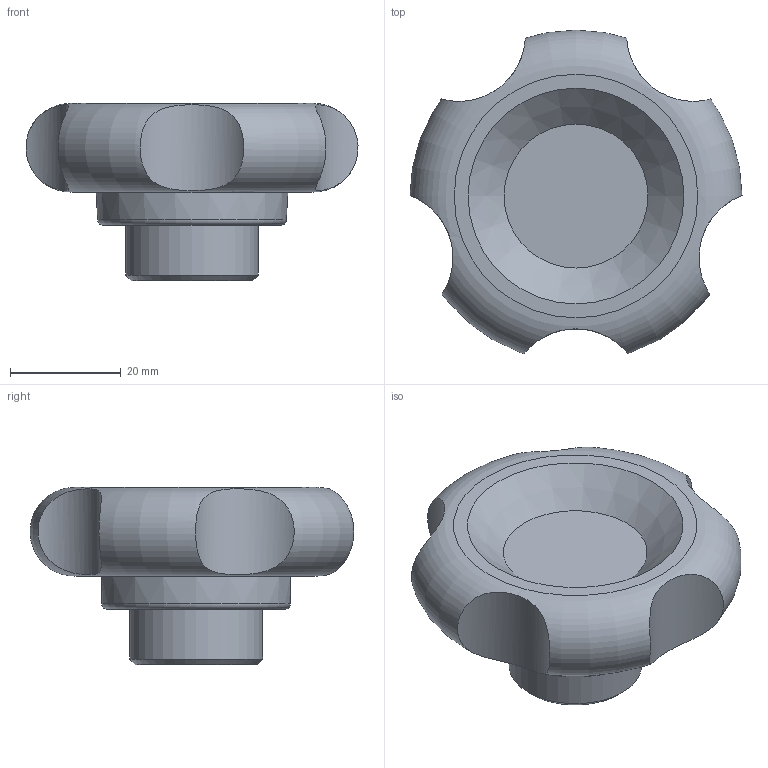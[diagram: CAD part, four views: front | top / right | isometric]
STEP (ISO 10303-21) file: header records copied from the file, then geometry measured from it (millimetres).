
FILE_DESCRIPTION( ( 'Unknown' ), '1' );
FILE_NAME( '6126000_VUA60.stp', 'Unknown', ( 'Unknown' ), ( 'Unknown' ), 'PSStep 11.0', 'Unknown', ' ' );
FILE_SCHEMA( ( 'AUTOMOTIVE_DESIGN { 1 0 10303 214 1 1 1 1 }' ) );
Length unit declared in the file: millimetre
Products named in the file (1): 6126000
Bounding box: 59.98 x 58.48 x 32 mm (x, y, z)
Volume: 39660.6 mm3; surface area: 9892.2 mm2
Topology: 1 solids, 1 shells, 23 faces, 43 edges, 29 vertices
Faces by surface type: cylinder 7, cone 6, plane 5, torus 5
Full cylindrical faces by diameter (mm): 3.15 x1, 24 x1
Entity records: 1156 total; most frequent: CARTESIAN_POINT 582, DIRECTION 82, EDGE_LOOP 44, ORIENTED_EDGE 44, AXIS2_PLACEMENT_3D 41, FACE_OUTER_BOUND 30, STYLED_ITEM 23, PRESENTATION_STYLE_ASSIGNMENT 23
